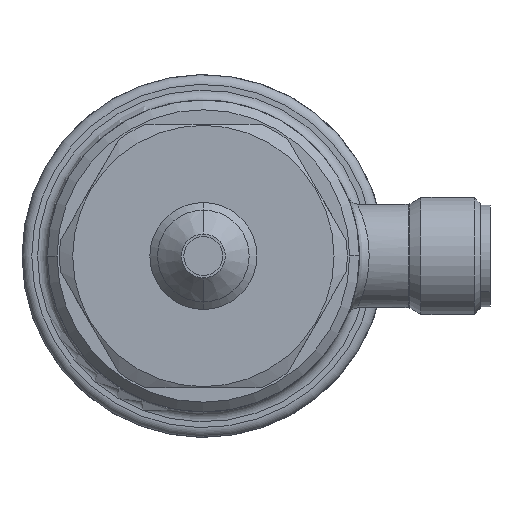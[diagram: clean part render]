
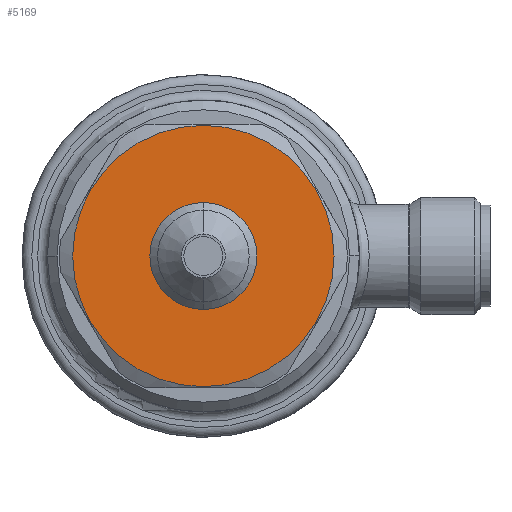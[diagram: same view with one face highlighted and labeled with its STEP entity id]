
A CAD part, front view. The second image highlights one B-rep face of the part: STEP entity #5169.
In plain terms, the highlighted planar face has unit normal (0, -1, 0).
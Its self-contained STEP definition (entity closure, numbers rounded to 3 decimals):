
#30 = CARTESIAN_POINT ( 'NONE',  ( 0., 14., -5.488 ) ) ;
#125 = ORIENTED_EDGE ( 'NONE', *, *, #3938, .F. ) ;
#600 = DIRECTION ( 'NONE',  ( 0., 0., -1. ) ) ;
#743 = AXIS2_PLACEMENT_3D ( 'NONE', #1069, #6800, #600 ) ;
#851 = DIRECTION ( 'NONE',  ( 0., 0., -1. ) ) ;
#878 = DIRECTION ( 'NONE',  ( 0., -1., 0. ) ) ;
#893 = CARTESIAN_POINT ( 'NONE',  ( 0., 14., 0. ) ) ;
#1069 = CARTESIAN_POINT ( 'NONE',  ( 13.4, 14., 0. ) ) ;
#1159 = EDGE_LOOP ( 'NONE', ( #125, #2886 ) ) ;
#1284 = PLANE ( 'NONE',  #743 ) ;
#1360 = CARTESIAN_POINT ( 'NONE',  ( 0., 14., 13.4 ) ) ;
#1532 = CIRCLE ( 'NONE', #6900, 13.4 ) ;
#1583 = CARTESIAN_POINT ( 'NONE',  ( 0., 14., -13.4 ) ) ;
#1783 = EDGE_LOOP ( 'NONE', ( #2689, #6348 ) ) ;
#2152 = CARTESIAN_POINT ( 'NONE',  ( 0., 14., 0. ) ) ;
#2621 = FACE_BOUND ( 'NONE', #1159, .T. ) ;
#2689 = ORIENTED_EDGE ( 'NONE', *, *, #7694, .T. ) ;
#2717 = FACE_OUTER_BOUND ( 'NONE', #1783, .T. ) ;
#2758 = DIRECTION ( 'NONE',  ( 0., 0., -1. ) ) ;
#2886 = ORIENTED_EDGE ( 'NONE', *, *, #6066, .F. ) ;
#3143 = CARTESIAN_POINT ( 'NONE',  ( 0., 14., 5.488 ) ) ;
#3231 = DIRECTION ( 'NONE',  ( 0., -1., 0. ) ) ;
#3304 = VERTEX_POINT ( 'NONE', #3143 ) ;
#3547 = AXIS2_PLACEMENT_3D ( 'NONE', #5191, #5159, #5128 ) ;
#3847 = VERTEX_POINT ( 'NONE', #1360 ) ;
#3938 = EDGE_CURVE ( 'NONE', #4957, #3304, #7266, .T. ) ;
#4720 = VERTEX_POINT ( 'NONE', #1583 ) ;
#4850 = CIRCLE ( 'NONE', #3547, 5.488 ) ;
#4957 = VERTEX_POINT ( 'NONE', #30 ) ;
#4973 = AXIS2_PLACEMENT_3D ( 'NONE', #6903, #3231, #7530 ) ;
#5128 = DIRECTION ( 'NONE',  ( 0., 0., -1. ) ) ;
#5159 = DIRECTION ( 'NONE',  ( 0., -1., 0. ) ) ;
#5169 = ADVANCED_FACE ( 'NONE', ( #2717, #2621 ), #1284, .T. ) ;
#5191 = CARTESIAN_POINT ( 'NONE',  ( 0., 14., 0. ) ) ;
#5843 = AXIS2_PLACEMENT_3D ( 'NONE', #893, #878, #851 ) ;
#6066 = EDGE_CURVE ( 'NONE', #3304, #4957, #4850, .T. ) ;
#6348 = ORIENTED_EDGE ( 'NONE', *, *, #7939, .T. ) ;
#6434 = DIRECTION ( 'NONE',  ( 0., -1., 0. ) ) ;
#6795 = CIRCLE ( 'NONE', #4973, 13.4 ) ;
#6800 = DIRECTION ( 'NONE',  ( 0., -1., 0. ) ) ;
#6900 = AXIS2_PLACEMENT_3D ( 'NONE', #2152, #6434, #2758 ) ;
#6903 = CARTESIAN_POINT ( 'NONE',  ( 0., 14., 0. ) ) ;
#7266 = CIRCLE ( 'NONE', #5843, 5.488 ) ;
#7530 = DIRECTION ( 'NONE',  ( 0., 0., -1. ) ) ;
#7694 = EDGE_CURVE ( 'NONE', #3847, #4720, #6795, .T. ) ;
#7939 = EDGE_CURVE ( 'NONE', #4720, #3847, #1532, .T. ) ;
